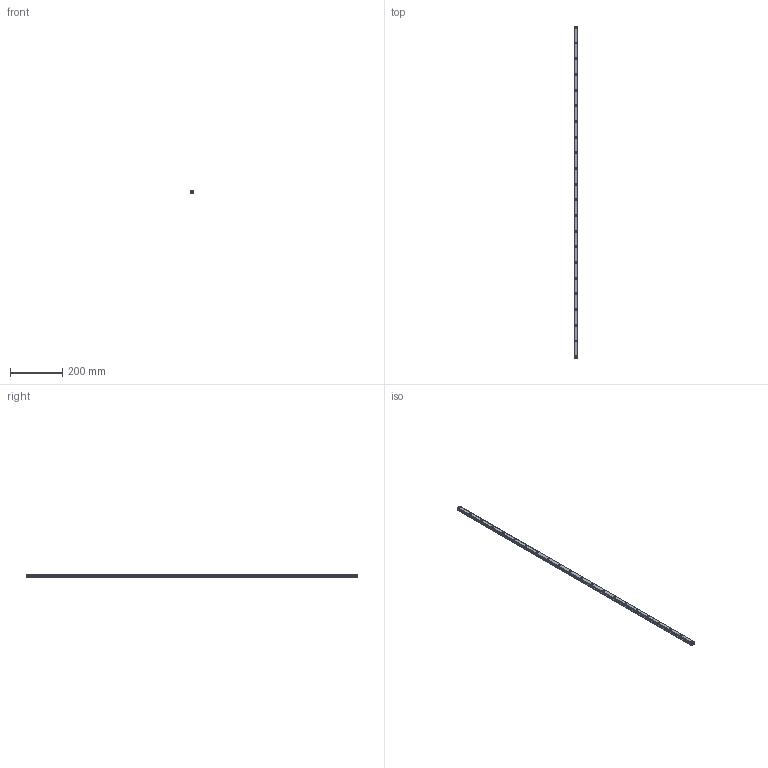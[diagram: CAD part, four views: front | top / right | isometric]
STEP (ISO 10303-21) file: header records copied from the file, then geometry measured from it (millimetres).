
FILE_DESCRIPTION(('STEP AP214'),'1');
FILE_NAME('cctmp_3A82825C-FC68-4DA9-AA72-D56B46A05FC9_2021_02_03_12_00_52_0220..stp','2021-02-03T11:00:52',('HIWIN GmbH'),('CADClick - www.CADClick.com'),'Spatial InterOp 3D',' ','unknown authorization');
FILE_SCHEMA(('AUTOMOTIVE_DESIGN'));
Length unit declared in the file: millimetre
Products named in the file (1): EGR15U1270C_FILE
Bounding box: 15 x 1270 x 12.5 mm (x, y, z)
Volume: 202044 mm3; surface area: 77748.6 mm2
Topology: 1 solids, 1 shells, 323 faces, 819 edges, 546 vertices
Faces by surface type: plane 173, cylinder 150
Entity records: 12509 total; most frequent: DIRECTION 1855, CARTESIAN_POINT 1689, ORIENTED_EDGE 1638, EDGE_CURVE 819, AXIS2_PLACEMENT_3D 712, VERTEX_POINT 546, LINE 431, VECTOR 431
